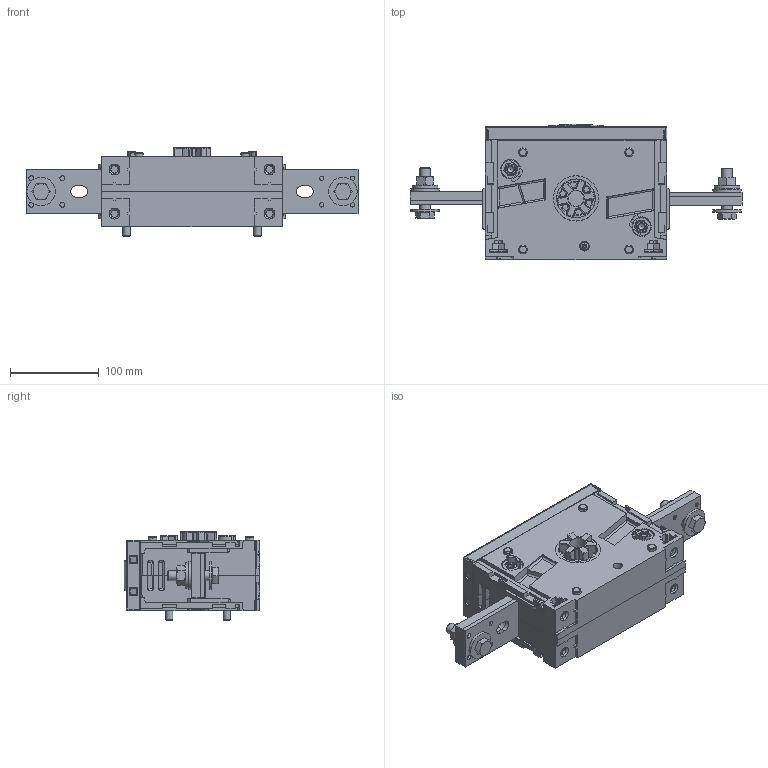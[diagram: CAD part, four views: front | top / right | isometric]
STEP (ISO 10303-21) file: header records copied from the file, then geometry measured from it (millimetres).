
FILE_DESCRIPTION(/* description */ (''),/* implementation_level */ '2;1');
FILE_NAME(/* name */ 'FILE_STP_CAD_DRAWING_3D_GLX421001-2000A_prt.stp',/* time_stamp */ '2025-04-14T15:25:30+02:00',/* author */ (''),/* organization */ (''),/* preprocessor_version */ 'ST-DEVELOPER v16.7',/* originating_system */ 'SIEMENS PLM Software NX 12.0',/* authorisation */ '');
FILE_SCHEMA (('AUTOMOTIVE_DESIGN { 1 0 10303 214 3 1 1 1 }'));
Products named in the file (1): 3D_GLX421001-2000A
Bounding box: 375 x 152.73 x 99.75 mm (x, y, z)
Surface area: 259548.8 mm2 (no closed solid volume)
Topology: 0 solids, 82 shells, 1353 faces, 4901 edges, 3472 vertices
Faces by surface type: plane 609, cylinder 260, bspline 179, cone 109, torus 100, sphere 96
Full cylindrical faces by diameter (mm): 5.5 x1, 7 x1, 8 x2, 11.732 x2, 16.63 x2, 29 x2, 32 x4, 43.5 x1
Entity records: 56935 total; most frequent: CARTESIAN_POINT 16531, DIRECTION 8065, ORIENTED_EDGE 7517, EDGE_CURVE 4758, VERTEX_POINT 3466, LINE 2935, VECTOR 2935, AXIS2_PLACEMENT_3D 2565
